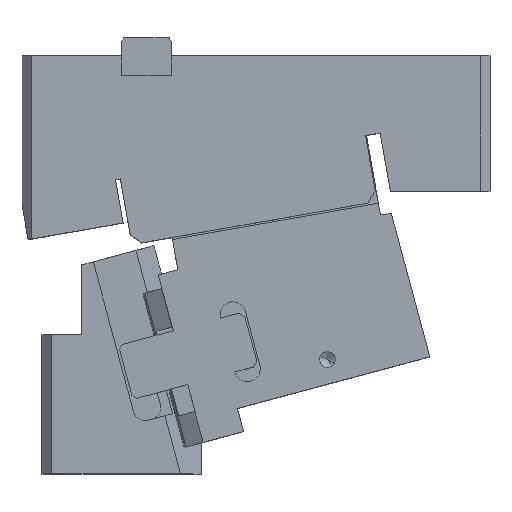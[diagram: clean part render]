
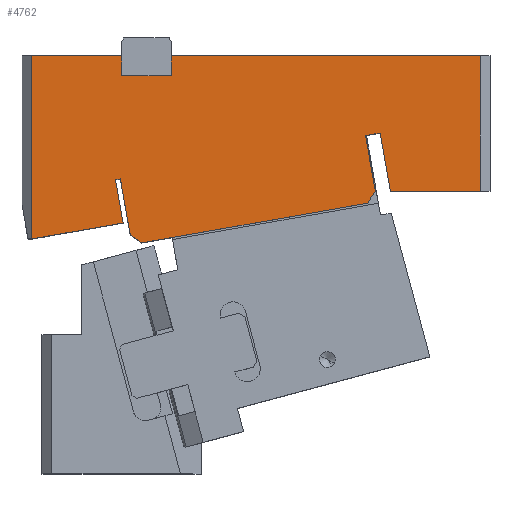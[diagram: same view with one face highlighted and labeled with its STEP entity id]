
A CAD part, top view. The second image highlights one B-rep face of the part: STEP entity #4762.
In plain terms, the highlighted planar face has unit normal (0, 0, 1).
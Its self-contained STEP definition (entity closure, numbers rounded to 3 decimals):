
#258=CARTESIAN_POINT('Vertex',(-145.,140.,30.)) ;
#261=CARTESIAN_POINT('Line Origine',(-122.5,140.,30.)) ;
#265=CARTESIAN_POINT('Vertex',(-100.,140.,30.)) ;
#444=CARTESIAN_POINT('Vertex',(-100.,130.,30.)) ;
#452=CARTESIAN_POINT('Line Origine',(-100.,135.,30.)) ;
#475=CARTESIAN_POINT('Vertex',(-145.,48.01,30.)) ;
#478=CARTESIAN_POINT('Line Origine',(-145.,94.005,30.)) ;
#931=CARTESIAN_POINT('Vertex',(-99.257,56.076,30.)) ;
#934=CARTESIAN_POINT('Line Origine',(-122.128,52.043,30.)) ;
#1183=CARTESIAN_POINT('Line Origine',(-87.5,130.,30.)) ;
#1187=CARTESIAN_POINT('Vertex',(-75.,130.,30.)) ;
#1234=CARTESIAN_POINT('Vertex',(-95.658,50.063,30.)) ;
#1237=CARTESIAN_POINT('Line Origine',(-98.137,64.119,30.)) ;
#1241=CARTESIAN_POINT('Vertex',(-100.615,78.176,30.)) ;
#1274=CARTESIAN_POINT('Vertex',(-89.866,46.007,30.)) ;
#1277=CARTESIAN_POINT('Line Origine',(-92.762,48.035,30.)) ;
#1294=CARTESIAN_POINT('Line Origine',(-33.239,55.992,30.)) ;
#1298=CARTESIAN_POINT('Vertex',(23.387,65.977,30.)) ;
#1336=CARTESIAN_POINT('Vertex',(27.443,71.769,30.)) ;
#1339=CARTESIAN_POINT('Line Origine',(25.415,68.873,30.)) ;
#1360=CARTESIAN_POINT('Vertex',(22.486,99.882,30.)) ;
#1365=CARTESIAN_POINT('Line Origine',(24.964,85.825,30.)) ;
#1407=CARTESIAN_POINT('Vertex',(29.872,101.184,30.)) ;
#1410=CARTESIAN_POINT('Line Origine',(26.425,100.577,30.)) ;
#1414=CARTESIAN_POINT('Vertex',(22.978,99.969,30.)) ;
#1417=CARTESIAN_POINT('Line Origine',(22.732,99.926,30.)) ;
#1427=CARTESIAN_POINT('Line Origine',(-100.861,78.133,30.)) ;
#1431=CARTESIAN_POINT('Vertex',(-101.107,78.089,30.)) ;
#1434=CARTESIAN_POINT('Line Origine',(-102.092,77.916,30.)) ;
#1438=CARTESIAN_POINT('Vertex',(-103.077,77.742,30.)) ;
#1614=CARTESIAN_POINT('Vertex',(35.018,72.,30.)) ;
#1617=CARTESIAN_POINT('Line Origine',(32.445,86.592,30.)) ;
#1668=CARTESIAN_POINT('Vertex',(80.,72.,30.)) ;
#1671=CARTESIAN_POINT('Line Origine',(57.509,72.,30.)) ;
#1811=CARTESIAN_POINT('Vertex',(80.,140.,30.)) ;
#1814=CARTESIAN_POINT('Line Origine',(80.,106.,30.)) ;
#1835=CARTESIAN_POINT('Vertex',(-75.,140.,30.)) ;
#1838=CARTESIAN_POINT('Line Origine',(2.5,140.,30.)) ;
#1973=CARTESIAN_POINT('Line Origine',(-75.,135.,30.)) ;
#1990=CARTESIAN_POINT('Line Origine',(-101.167,66.909,30.)) ;
#4735=CARTESIAN_POINT('Axis2P3D Location',(85.,140.,30.)) ;
#262=DIRECTION('Vector Direction',(-1.,0.,0.)) ;
#453=DIRECTION('Vector Direction',(0.,1.,0.)) ;
#479=DIRECTION('Vector Direction',(0.,-1.,0.)) ;
#935=DIRECTION('Vector Direction',(0.985,0.174,0.)) ;
#1184=DIRECTION('Vector Direction',(1.,0.,0.)) ;
#1238=DIRECTION('Vector Direction',(-0.174,0.985,0.)) ;
#1278=DIRECTION('Vector Direction',(0.819,-0.574,0.)) ;
#1295=DIRECTION('Vector Direction',(0.985,0.174,0.)) ;
#1340=DIRECTION('Vector Direction',(0.574,0.819,0.)) ;
#1366=DIRECTION('Vector Direction',(-0.174,0.985,0.)) ;
#1411=DIRECTION('Vector Direction',(0.985,0.174,0.)) ;
#1418=DIRECTION('Vector Direction',(0.985,0.174,0.)) ;
#1428=DIRECTION('Vector Direction',(0.985,0.174,0.)) ;
#1435=DIRECTION('Vector Direction',(-0.985,-0.174,0.)) ;
#1618=DIRECTION('Vector Direction',(0.174,-0.985,0.)) ;
#1672=DIRECTION('Vector Direction',(1.,0.,0.)) ;
#1815=DIRECTION('Vector Direction',(0.,1.,0.)) ;
#1839=DIRECTION('Vector Direction',(-1.,0.,0.)) ;
#1974=DIRECTION('Vector Direction',(0.,1.,0.)) ;
#1991=DIRECTION('Vector Direction',(-0.174,0.985,0.)) ;
#4736=DIRECTION('Axis2P3D Direction',(0.,0.,1.)) ;
#4737=DIRECTION('Axis2P3D XDirection',(1.,0.,0.)) ;
#4738=AXIS2_PLACEMENT_3D('Plane Axis2P3D',#4735,#4736,#4737) ;
#4741=ORIENTED_EDGE('',*,*,#1243,.F.) ;
#4742=ORIENTED_EDGE('',*,*,#1281,.T.) ;
#4743=ORIENTED_EDGE('',*,*,#1300,.T.) ;
#4744=ORIENTED_EDGE('',*,*,#1343,.T.) ;
#4745=ORIENTED_EDGE('',*,*,#1369,.T.) ;
#4746=ORIENTED_EDGE('',*,*,#1421,.T.) ;
#4747=ORIENTED_EDGE('',*,*,#1416,.T.) ;
#4748=ORIENTED_EDGE('',*,*,#1621,.T.) ;
#4749=ORIENTED_EDGE('',*,*,#1675,.T.) ;
#4750=ORIENTED_EDGE('',*,*,#1818,.T.) ;
#4751=ORIENTED_EDGE('',*,*,#1842,.T.) ;
#4752=ORIENTED_EDGE('',*,*,#1977,.F.) ;
#4753=ORIENTED_EDGE('',*,*,#1189,.F.) ;
#4754=ORIENTED_EDGE('',*,*,#456,.T.) ;
#4755=ORIENTED_EDGE('',*,*,#267,.T.) ;
#4756=ORIENTED_EDGE('',*,*,#482,.T.) ;
#4757=ORIENTED_EDGE('',*,*,#938,.T.) ;
#4758=ORIENTED_EDGE('',*,*,#1994,.T.) ;
#4759=ORIENTED_EDGE('',*,*,#1440,.F.) ;
#4760=ORIENTED_EDGE('',*,*,#1433,.T.) ;
#263=VECTOR('Line Direction',#262,1.) ;
#454=VECTOR('Line Direction',#453,1.) ;
#480=VECTOR('Line Direction',#479,1.) ;
#936=VECTOR('Line Direction',#935,1.) ;
#1185=VECTOR('Line Direction',#1184,1.) ;
#1239=VECTOR('Line Direction',#1238,1.) ;
#1279=VECTOR('Line Direction',#1278,1.) ;
#1296=VECTOR('Line Direction',#1295,1.) ;
#1341=VECTOR('Line Direction',#1340,1.) ;
#1367=VECTOR('Line Direction',#1366,1.) ;
#1412=VECTOR('Line Direction',#1411,1.) ;
#1419=VECTOR('Line Direction',#1418,1.) ;
#1429=VECTOR('Line Direction',#1428,1.) ;
#1436=VECTOR('Line Direction',#1435,1.) ;
#1619=VECTOR('Line Direction',#1618,1.) ;
#1673=VECTOR('Line Direction',#1672,1.) ;
#1816=VECTOR('Line Direction',#1815,1.) ;
#1840=VECTOR('Line Direction',#1839,1.) ;
#1975=VECTOR('Line Direction',#1974,1.) ;
#1992=VECTOR('Line Direction',#1991,1.) ;
#4762=ADVANCED_FACE('CAM HOLDER',(#4761),#4739,.T.) ;
#267=EDGE_CURVE('',#266,#259,#264,.T.) ;
#456=EDGE_CURVE('',#445,#266,#455,.T.) ;
#482=EDGE_CURVE('',#259,#476,#481,.T.) ;
#938=EDGE_CURVE('',#476,#932,#937,.T.) ;
#1189=EDGE_CURVE('',#445,#1188,#1186,.T.) ;
#1243=EDGE_CURVE('',#1235,#1242,#1240,.T.) ;
#1281=EDGE_CURVE('',#1235,#1275,#1280,.T.) ;
#1300=EDGE_CURVE('',#1275,#1299,#1297,.T.) ;
#1343=EDGE_CURVE('',#1299,#1337,#1342,.T.) ;
#1369=EDGE_CURVE('',#1337,#1361,#1368,.T.) ;
#1416=EDGE_CURVE('',#1415,#1408,#1413,.T.) ;
#1421=EDGE_CURVE('',#1361,#1415,#1420,.T.) ;
#1433=EDGE_CURVE('',#1432,#1242,#1430,.T.) ;
#1440=EDGE_CURVE('',#1432,#1439,#1437,.T.) ;
#1621=EDGE_CURVE('',#1408,#1615,#1620,.T.) ;
#1675=EDGE_CURVE('',#1615,#1669,#1674,.T.) ;
#1818=EDGE_CURVE('',#1669,#1812,#1817,.T.) ;
#1842=EDGE_CURVE('',#1812,#1836,#1841,.T.) ;
#1977=EDGE_CURVE('',#1188,#1836,#1976,.T.) ;
#1994=EDGE_CURVE('',#932,#1439,#1993,.T.) ;
#4740=EDGE_LOOP('',(#4741,#4742,#4743,#4744,#4745,#4746,#4747,#4748,#4749,#4750,#4751,#4752,#4753,#4754,#4755,#4756,#4757,#4758,#4759,#4760)) ;
#4761=FACE_OUTER_BOUND('',#4740,.T.) ;
#264=LINE('Line',#261,#263) ;
#455=LINE('Line',#452,#454) ;
#481=LINE('Line',#478,#480) ;
#937=LINE('Line',#934,#936) ;
#1186=LINE('Line',#1183,#1185) ;
#1240=LINE('Line',#1237,#1239) ;
#1280=LINE('Line',#1277,#1279) ;
#1297=LINE('Line',#1294,#1296) ;
#1342=LINE('Line',#1339,#1341) ;
#1368=LINE('Line',#1365,#1367) ;
#1413=LINE('Line',#1410,#1412) ;
#1420=LINE('Line',#1417,#1419) ;
#1430=LINE('Line',#1427,#1429) ;
#1437=LINE('Line',#1434,#1436) ;
#1620=LINE('Line',#1617,#1619) ;
#1674=LINE('Line',#1671,#1673) ;
#1817=LINE('Line',#1814,#1816) ;
#1841=LINE('Line',#1838,#1840) ;
#1976=LINE('Line',#1973,#1975) ;
#1993=LINE('Line',#1990,#1992) ;
#4739=PLANE('Plane',#4738) ;
#259=VERTEX_POINT('',#258) ;
#266=VERTEX_POINT('',#265) ;
#445=VERTEX_POINT('',#444) ;
#476=VERTEX_POINT('',#475) ;
#932=VERTEX_POINT('',#931) ;
#1188=VERTEX_POINT('',#1187) ;
#1235=VERTEX_POINT('',#1234) ;
#1242=VERTEX_POINT('',#1241) ;
#1275=VERTEX_POINT('',#1274) ;
#1299=VERTEX_POINT('',#1298) ;
#1337=VERTEX_POINT('',#1336) ;
#1361=VERTEX_POINT('',#1360) ;
#1408=VERTEX_POINT('',#1407) ;
#1415=VERTEX_POINT('',#1414) ;
#1432=VERTEX_POINT('',#1431) ;
#1439=VERTEX_POINT('',#1438) ;
#1615=VERTEX_POINT('',#1614) ;
#1669=VERTEX_POINT('',#1668) ;
#1812=VERTEX_POINT('',#1811) ;
#1836=VERTEX_POINT('',#1835) ;
